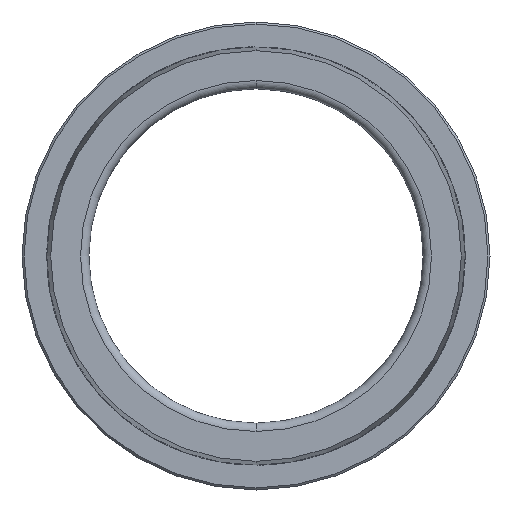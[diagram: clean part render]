
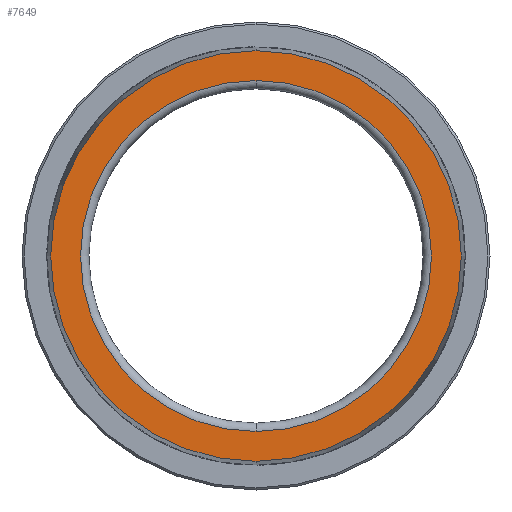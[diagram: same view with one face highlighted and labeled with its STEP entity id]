
A CAD part, front view. The second image highlights one B-rep face of the part: STEP entity #7649.
In plain terms, the highlighted planar face has unit normal (0, -1, 0).
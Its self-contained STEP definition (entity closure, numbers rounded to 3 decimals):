
#86 = VERTEX_POINT ( 'NONE', #5570 ) ;
#606 = DIRECTION ( 'NONE',  ( 0., 0., -1. ) ) ;
#1780 = DIRECTION ( 'NONE',  ( 0., -1., 0. ) ) ;
#2467 = VERTEX_POINT ( 'NONE', #14499 ) ;
#2809 = CIRCLE ( 'NONE', #7983, 49.125 ) ;
#3558 = VERTEX_POINT ( 'NONE', #4814 ) ;
#3601 = EDGE_CURVE ( 'NONE', #86, #3558, #4002, .T. ) ;
#3975 = FACE_BOUND ( 'NONE', #14513, .T. ) ;
#4002 = CIRCLE ( 'NONE', #9049, 42. ) ;
#4595 = ORIENTED_EDGE ( 'NONE', *, *, #3601, .F. ) ;
#4814 = CARTESIAN_POINT ( 'NONE',  ( 0., -18.071, 42. ) ) ;
#4947 = CIRCLE ( 'NONE', #15782, 49.125 ) ;
#5281 = CARTESIAN_POINT ( 'NONE',  ( 42., -18.071, 0. ) ) ;
#5430 = DIRECTION ( 'NONE',  ( 0., -1., 0. ) ) ;
#5489 = PLANE ( 'NONE',  #11836 ) ;
#5529 = DIRECTION ( 'NONE',  ( 0., 0., -1. ) ) ;
#5570 = CARTESIAN_POINT ( 'NONE',  ( 0., -18.071, -42. ) ) ;
#5651 = ORIENTED_EDGE ( 'NONE', *, *, #6185, .T. ) ;
#5657 = AXIS2_PLACEMENT_3D ( 'NONE', #15376, #8064, #5529 ) ;
#5941 = VERTEX_POINT ( 'NONE', #8417 ) ;
#6185 = EDGE_CURVE ( 'NONE', #2467, #5941, #2809, .T. ) ;
#6240 = EDGE_LOOP ( 'NONE', ( #8451, #5651 ) ) ;
#6491 = EDGE_CURVE ( 'NONE', #5941, #2467, #4947, .T. ) ;
#6681 = EDGE_CURVE ( 'NONE', #3558, #86, #14481, .T. ) ;
#7522 = DIRECTION ( 'NONE',  ( 0., -1., 0. ) ) ;
#7638 = DIRECTION ( 'NONE',  ( 0., 0., -1. ) ) ;
#7649 = ADVANCED_FACE ( 'NONE', ( #10791, #3975 ), #5489, .T. ) ;
#7867 = CARTESIAN_POINT ( 'NONE',  ( 0., -18.071, 0. ) ) ;
#7869 = ORIENTED_EDGE ( 'NONE', *, *, #6681, .F. ) ;
#7983 = AXIS2_PLACEMENT_3D ( 'NONE', #7867, #5430, #15513 ) ;
#8064 = DIRECTION ( 'NONE',  ( 0., -1., 0. ) ) ;
#8417 = CARTESIAN_POINT ( 'NONE',  ( 0., -18.071, 49.125 ) ) ;
#8451 = ORIENTED_EDGE ( 'NONE', *, *, #6491, .T. ) ;
#9049 = AXIS2_PLACEMENT_3D ( 'NONE', #13908, #15215, #606 ) ;
#10791 = FACE_OUTER_BOUND ( 'NONE', #6240, .T. ) ;
#11502 = DIRECTION ( 'NONE',  ( 0., 0., -1. ) ) ;
#11836 = AXIS2_PLACEMENT_3D ( 'NONE', #5281, #1780, #11502 ) ;
#13908 = CARTESIAN_POINT ( 'NONE',  ( 0., -18.071, 0. ) ) ;
#14481 = CIRCLE ( 'NONE', #5657, 42. ) ;
#14499 = CARTESIAN_POINT ( 'NONE',  ( 0., -18.071, -49.125 ) ) ;
#14513 = EDGE_LOOP ( 'NONE', ( #4595, #7869 ) ) ;
#14947 = CARTESIAN_POINT ( 'NONE',  ( 0., -18.071, 0. ) ) ;
#15215 = DIRECTION ( 'NONE',  ( 0., -1., 0. ) ) ;
#15376 = CARTESIAN_POINT ( 'NONE',  ( 0., -18.071, 0. ) ) ;
#15513 = DIRECTION ( 'NONE',  ( 0., 0., -1. ) ) ;
#15782 = AXIS2_PLACEMENT_3D ( 'NONE', #14947, #7522, #7638 ) ;
